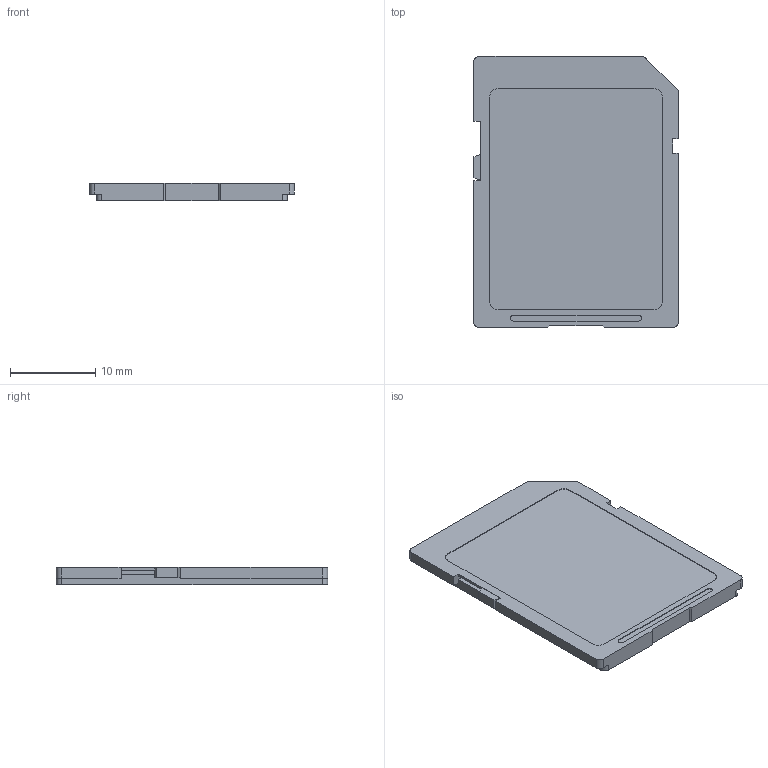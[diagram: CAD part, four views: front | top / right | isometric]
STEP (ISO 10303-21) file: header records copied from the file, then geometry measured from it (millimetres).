
FILE_DESCRIPTION(('FreeCAD Model'),'2;1');
FILE_NAME('sd-card.stp','2014-07-19T11:53:44' ,('FreeCAD'),('FreeCAD'),'Open CASCADE STEP processor 6.7','FreeCAD', 'Unknown');
FILE_SCHEMA(('AUTOMOTIVE_DESIGN_CC2 { 1 2 10303 214 -1 1 5 4 }'));
Length unit declared in the file: millimetre
Products named in the file (1): sd-card-final001
Bounding box: 24.04 x 31.9 x 2 mm (x, y, z)
Volume: 1384.1 mm3; surface area: 1800.3 mm2
Topology: 2 solids, 2 shells, 114 faces, 322 edges, 214 vertices
Faces by surface type: plane 102, cylinder 12
Entity records: 8592 total; most frequent: CARTESIAN_POINT 1423, DIRECTION 1142, LINE 850, VECTOR 850, ORIENTED_EDGE 644, PCURVE 644, DEFINITIONAL_REPRESENTATION 644, EDGE_CURVE 322
